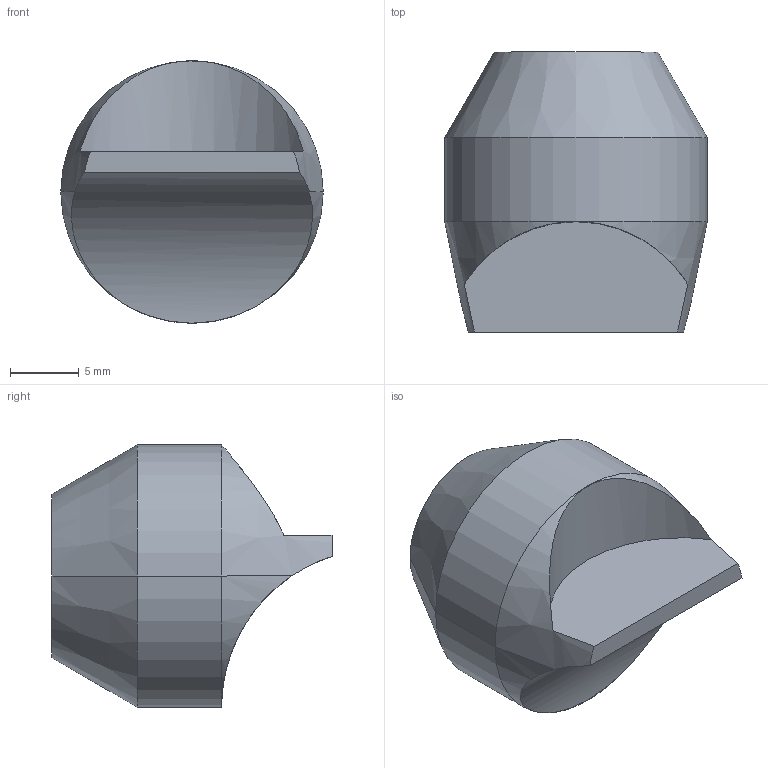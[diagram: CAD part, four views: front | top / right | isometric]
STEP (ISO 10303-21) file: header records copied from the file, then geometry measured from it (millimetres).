
FILE_DESCRIPTION (( 'STEP AP214' ), '1' );
FILE_NAME ('MS0059.STEP', '2023-01-17T17:59:12', ( '' ), ( '' ), 'SwSTEP 2.0', 'SolidWorks 2022', '' );
FILE_SCHEMA (( 'AUTOMOTIVE_DESIGN' ));
Length unit declared in the file: inch
Products named in the file (1): MS0059
Bounding box: 19.05 x 20.32 x 19.05 mm (x, y, z)
Volume: 2835.3 mm3; surface area: 1695.7 mm2
Topology: 1 solids, 1 shells, 15 faces, 33 edges, 19 vertices
Faces by surface type: cylinder 6, cone 6, plane 3
Entity records: 536 total; most frequent: CARTESIAN_POINT 176, DIRECTION 70, ORIENTED_EDGE 62, EDGE_CURVE 31, AXIS2_PLACEMENT_3D 29, VERTEX_POINT 19, EDGE_LOOP 16, ADVANCED_FACE 15
